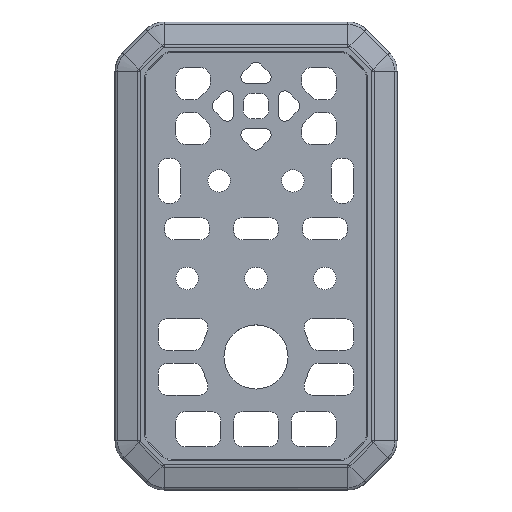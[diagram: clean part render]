
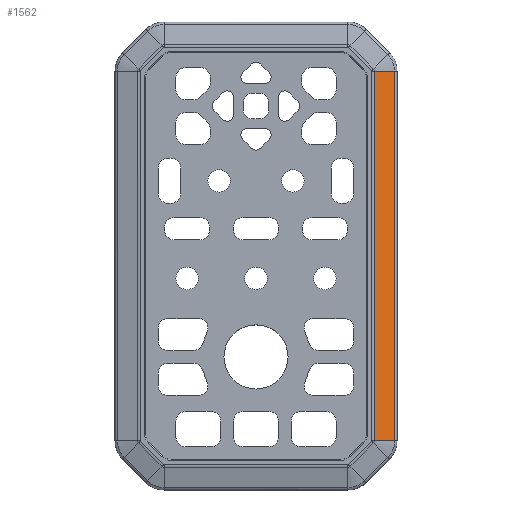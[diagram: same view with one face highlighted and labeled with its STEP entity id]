
A CAD part, top view. The second image highlights one B-rep face of the part: STEP entity #1562.
In plain terms, the highlighted planar face has unit normal (0.258, 0, 0.966).
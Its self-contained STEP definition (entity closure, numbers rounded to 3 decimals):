
#714 = VERTEX_POINT('',#715);
#715 = CARTESIAN_POINT('',(36.88,-57.686,
    8.699));
#722 = EDGE_CURVE('',#714,#723,#725,.T.);
#723 = VERTEX_POINT('',#724);
#724 = CARTESIAN_POINT('',(36.88,57.686,
    8.699));
#725 = LINE('',#726,#727);
#726 = CARTESIAN_POINT('',(36.88,-57.686,
    8.699));
#727 = VECTOR('',#728,1.);
#728 = DIRECTION('',(0.,1.,0.));
#1562 = ADVANCED_FACE('',(#1563),#1588,.F.);
#1563 = FACE_BOUND('',#1564,.T.);
#1564 = EDGE_LOOP('',(#1565,#1573,#1581,#1587));
#1565 = ORIENTED_EDGE('',*,*,#1566,.F.);
#1566 = EDGE_CURVE('',#1567,#714,#1569,.T.);
#1567 = VERTEX_POINT('',#1568);
#1568 = CARTESIAN_POINT('',(43.258,-57.686,
    6.998));
#1569 = LINE('',#1570,#1571);
#1570 = CARTESIAN_POINT('',(44.,-57.686,6.8));
#1571 = VECTOR('',#1572,1.);
#1572 = DIRECTION('',(-0.966,0.,0.258));
#1573 = ORIENTED_EDGE('',*,*,#1574,.T.);
#1574 = EDGE_CURVE('',#1567,#1575,#1577,.T.);
#1575 = VERTEX_POINT('',#1576);
#1576 = CARTESIAN_POINT('',(43.258,57.686,
    6.998));
#1577 = LINE('',#1578,#1579);
#1578 = CARTESIAN_POINT('',(43.258,-57.686,
    6.998));
#1579 = VECTOR('',#1580,1.);
#1580 = DIRECTION('',(0.,1.,0.));
#1581 = ORIENTED_EDGE('',*,*,#1582,.T.);
#1582 = EDGE_CURVE('',#1575,#723,#1583,.T.);
#1583 = LINE('',#1584,#1585);
#1584 = CARTESIAN_POINT('',(40.25,57.686,7.8));
#1585 = VECTOR('',#1586,1.);
#1586 = DIRECTION('',(-0.966,0.,0.258));
#1587 = ORIENTED_EDGE('',*,*,#722,.F.);
#1588 = PLANE('',#1589);
#1589 = AXIS2_PLACEMENT_3D('',#1590,#1591,#1592);
#1590 = CARTESIAN_POINT('',(40.25,-57.686,7.8));
#1591 = DIRECTION('',(-0.258,0.,-0.966));
#1592 = DIRECTION('',(0.,-1.,0.));
